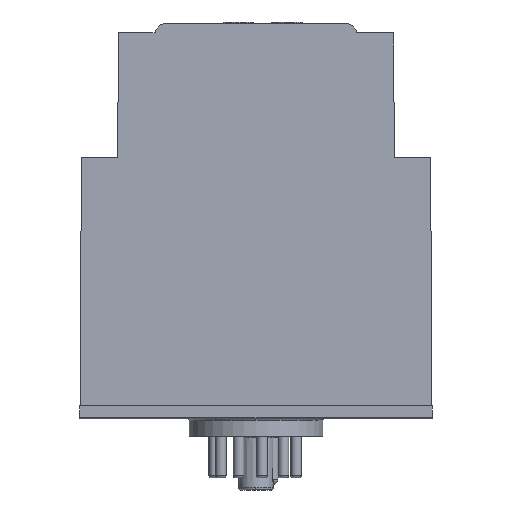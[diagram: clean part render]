
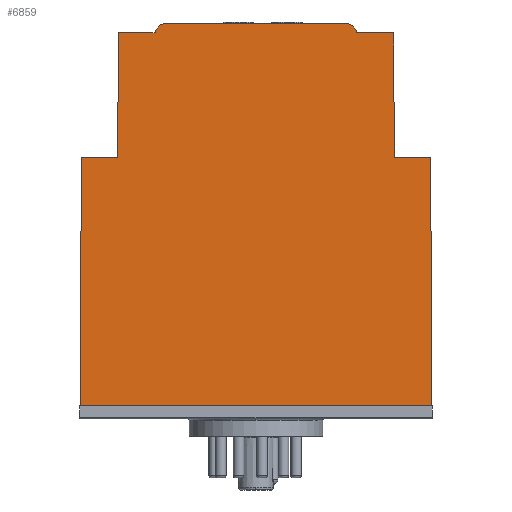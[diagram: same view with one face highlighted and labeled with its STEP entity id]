
A CAD part, left-side view. The second image highlights one B-rep face of the part: STEP entity #6859.
In plain terms, the highlighted planar face has unit normal (-1, 0, 0.004).
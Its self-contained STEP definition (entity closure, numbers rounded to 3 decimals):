
#96=ELLIPSE('',#7267,1.5,1.5);
#98=ELLIPSE('',#7270,1.5,1.5);
#99=ELLIPSE('',#7271,1.5,1.5);
#100=ELLIPSE('',#7272,1.5,1.5);
#626=FACE_OUTER_BOUND('',#999,.T.);
#999=EDGE_LOOP('',(#4884,#4885,#4886,#4887,#4888,#4889,#4890,#4891,#4892,
#4893,#4894,#4895,#4896,#4897,#4898,#4899,#4900,#4901,#4902));
#1593=LINE('',#9781,#2263);
#1597=LINE('',#9794,#2267);
#1598=LINE('',#9796,#2268);
#1599=LINE('',#9798,#2269);
#1600=LINE('',#9800,#2270);
#1601=LINE('',#9802,#2271);
#1602=LINE('',#9804,#2272);
#1603=LINE('',#9806,#2273);
#1604=LINE('',#9808,#2274);
#1605=LINE('',#9810,#2275);
#1606=LINE('',#9812,#2276);
#1607=LINE('',#9819,#2277);
#1608=LINE('',#9821,#2278);
#1609=LINE('',#9823,#2279);
#1610=LINE('',#9824,#2280);
#2263=VECTOR('',#8110,10.);
#2267=VECTOR('',#8122,10.);
#2268=VECTOR('',#8123,10.);
#2269=VECTOR('',#8124,10.);
#2270=VECTOR('',#8125,10.);
#2271=VECTOR('',#8126,10.);
#2272=VECTOR('',#8127,10.);
#2273=VECTOR('',#8128,10.);
#2274=VECTOR('',#8129,10.);
#2275=VECTOR('',#8130,10.);
#2276=VECTOR('',#8131,10.);
#2277=VECTOR('',#8138,10.);
#2278=VECTOR('',#8139,10.);
#2279=VECTOR('',#8140,10.);
#2280=VECTOR('',#8141,10.);
#2879=VERTEX_POINT('',#9778);
#2880=VERTEX_POINT('',#9780);
#2882=VERTEX_POINT('',#9786);
#2884=VERTEX_POINT('',#9792);
#2885=VERTEX_POINT('',#9793);
#2886=VERTEX_POINT('',#9795);
#2887=VERTEX_POINT('',#9797);
#2888=VERTEX_POINT('',#9799);
#2889=VERTEX_POINT('',#9801);
#2890=VERTEX_POINT('',#9803);
#2891=VERTEX_POINT('',#9805);
#2892=VERTEX_POINT('',#9807);
#2893=VERTEX_POINT('',#9809);
#2894=VERTEX_POINT('',#9811);
#2895=VERTEX_POINT('',#9813);
#2896=VERTEX_POINT('',#9816);
#2897=VERTEX_POINT('',#9818);
#2898=VERTEX_POINT('',#9820);
#2899=VERTEX_POINT('',#9822);
#3639=EDGE_CURVE('',#2880,#2879,#1593,.T.);
#3643=EDGE_CURVE('',#2879,#2882,#96,.F.);
#3645=EDGE_CURVE('',#2884,#2885,#1597,.T.);
#3646=EDGE_CURVE('',#2886,#2885,#1598,.T.);
#3647=EDGE_CURVE('',#2887,#2886,#1599,.T.);
#3648=EDGE_CURVE('',#2888,#2887,#1600,.T.);
#3649=EDGE_CURVE('',#2888,#2889,#1601,.T.);
#3650=EDGE_CURVE('',#2889,#2890,#1602,.T.);
#3651=EDGE_CURVE('',#2890,#2891,#1603,.T.);
#3652=EDGE_CURVE('',#2892,#2891,#1604,.T.);
#3653=EDGE_CURVE('',#2893,#2892,#1605,.T.);
#3654=EDGE_CURVE('',#2894,#2893,#1606,.T.);
#3655=EDGE_CURVE('',#2894,#2895,#98,.F.);
#3656=EDGE_CURVE('',#2895,#2880,#99,.F.);
#3657=EDGE_CURVE('',#2882,#2896,#100,.F.);
#3658=EDGE_CURVE('',#2897,#2896,#1607,.T.);
#3659=EDGE_CURVE('',#2898,#2897,#1608,.T.);
#3660=EDGE_CURVE('',#2899,#2898,#1609,.T.);
#3661=EDGE_CURVE('',#2899,#2884,#1610,.T.);
#4884=ORIENTED_EDGE('',*,*,#3645,.T.);
#4885=ORIENTED_EDGE('',*,*,#3646,.F.);
#4886=ORIENTED_EDGE('',*,*,#3647,.F.);
#4887=ORIENTED_EDGE('',*,*,#3648,.F.);
#4888=ORIENTED_EDGE('',*,*,#3649,.T.);
#4889=ORIENTED_EDGE('',*,*,#3650,.T.);
#4890=ORIENTED_EDGE('',*,*,#3651,.T.);
#4891=ORIENTED_EDGE('',*,*,#3652,.F.);
#4892=ORIENTED_EDGE('',*,*,#3653,.F.);
#4893=ORIENTED_EDGE('',*,*,#3654,.F.);
#4894=ORIENTED_EDGE('',*,*,#3655,.T.);
#4895=ORIENTED_EDGE('',*,*,#3656,.T.);
#4896=ORIENTED_EDGE('',*,*,#3639,.T.);
#4897=ORIENTED_EDGE('',*,*,#3643,.T.);
#4898=ORIENTED_EDGE('',*,*,#3657,.T.);
#4899=ORIENTED_EDGE('',*,*,#3658,.F.);
#4900=ORIENTED_EDGE('',*,*,#3659,.F.);
#4901=ORIENTED_EDGE('',*,*,#3660,.F.);
#4902=ORIENTED_EDGE('',*,*,#3661,.T.);
#6319=PLANE('',#7269);
#6859=ADVANCED_FACE('',(#626),#6319,.T.);
#7267=AXIS2_PLACEMENT_3D('',#9789,#8116,#8117);
#7269=AXIS2_PLACEMENT_3D('',#9791,#8120,#8121);
#7270=AXIS2_PLACEMENT_3D('',#9814,#8132,#8133);
#7271=AXIS2_PLACEMENT_3D('',#9815,#8134,#8135);
#7272=AXIS2_PLACEMENT_3D('',#9817,#8136,#8137);
#8110=DIRECTION('',(0.,1.,0.));
#8116=DIRECTION('center_axis',(1.,0.,-0.003));
#8117=DIRECTION('ref_axis',(-0.003,0.,-1.));
#8120=DIRECTION('center_axis',(-1.,0.,0.003));
#8121=DIRECTION('ref_axis',(0.,-1.,0.));
#8122=DIRECTION('',(0.,1.,0.));
#8123=DIRECTION('',(0.003,-0.003,1.));
#8124=DIRECTION('',(0.,1.,0.));
#8125=DIRECTION('',(-0.003,-0.003,-1.));
#8126=DIRECTION('',(0.,1.,0.));
#8127=DIRECTION('',(0.003,0.005,1.));
#8128=DIRECTION('',(0.003,0.026,1.));
#8129=DIRECTION('',(0.,-1.,0.));
#8130=DIRECTION('',(-0.003,0.,-1.));
#8131=DIRECTION('',(-0.002,-0.707,-0.707));
#8132=DIRECTION('center_axis',(1.,0.,-0.003));
#8133=DIRECTION('ref_axis',(-0.003,0.,-1.));
#8134=DIRECTION('center_axis',(1.,0.,-0.003));
#8135=DIRECTION('ref_axis',(-0.003,0.,-1.));
#8136=DIRECTION('center_axis',(1.,0.,-0.003));
#8137=DIRECTION('ref_axis',(-0.003,0.,-1.));
#8138=DIRECTION('',(0.002,-0.707,0.707));
#8139=DIRECTION('',(0.003,0.,1.));
#8140=DIRECTION('',(0.,-1.,0.));
#8141=DIRECTION('',(-0.003,0.005,-1.));
#9778=CARTESIAN_POINT('',(-17.196,20.879,106.2));
#9780=CARTESIAN_POINT('',(-17.196,-20.879,106.2));
#9781=CARTESIAN_POINT('',(-17.196,10.517,106.2));
#9786=CARTESIAN_POINT('',(-17.196,21.11,106.182));
#9789=CARTESIAN_POINT('Origin',(-17.202,20.879,104.7));
#9791=CARTESIAN_POINT('Origin',(-17.515,44.,14.85));
#9792=CARTESIAN_POINT('',(-17.303,31.5,75.7));
#9793=CARTESIAN_POINT('',(-17.303,39.803,75.7));
#9794=CARTESIAN_POINT('',(-17.303,37.542,75.7));
#9795=CARTESIAN_POINT('',(-17.5,40.,19.2));
#9796=CARTESIAN_POINT('',(-17.512,40.012,15.67));
#9797=CARTESIAN_POINT('',(-17.5,-40.,19.2));
#9798=CARTESIAN_POINT('',(-17.5,42.612,19.2));
#9799=CARTESIAN_POINT('',(-17.303,-39.803,75.7));
#9800=CARTESIAN_POINT('',(-17.512,-40.012,15.756));
#9801=CARTESIAN_POINT('',(-17.303,-31.5,75.7));
#9802=CARTESIAN_POINT('',(-17.303,6.73,75.7));
#9803=CARTESIAN_POINT('',(-17.219,-31.374,99.699));
#9804=CARTESIAN_POINT('',(-17.41,-31.661,44.881));
#9805=CARTESIAN_POINT('',(-17.203,-31.256,104.2));
#9806=CARTESIAN_POINT('',(-17.364,-32.461,58.184));
#9807=CARTESIAN_POINT('',(-17.203,-23.,104.2));
#9808=CARTESIAN_POINT('',(-17.203,10.492,104.2));
#9809=CARTESIAN_POINT('',(-17.202,-23.,104.7));
#9810=CARTESIAN_POINT('',(-17.362,-23.,58.722));
#9811=CARTESIAN_POINT('',(-17.198,-21.939,105.761));
#9812=CARTESIAN_POINT('',(-17.222,-28.741,98.959));
#9813=CARTESIAN_POINT('',(-17.197,-21.763,105.912));
#9814=CARTESIAN_POINT('Origin',(-17.202,-20.879,104.7));
#9815=CARTESIAN_POINT('Origin',(-17.202,-20.879,104.7));
#9816=CARTESIAN_POINT('',(-17.198,21.939,105.761));
#9817=CARTESIAN_POINT('Origin',(-17.202,20.879,104.7));
#9818=CARTESIAN_POINT('',(-17.202,23.,104.7));
#9819=CARTESIAN_POINT('',(-17.298,50.708,76.992));
#9820=CARTESIAN_POINT('',(-17.203,23.,104.2));
#9821=CARTESIAN_POINT('',(-17.359,23.,59.576));
#9822=CARTESIAN_POINT('',(-17.203,31.351,104.2));
#9823=CARTESIAN_POINT('',(-17.203,33.291,104.2));
#9824=CARTESIAN_POINT('',(-17.412,31.663,44.528));
